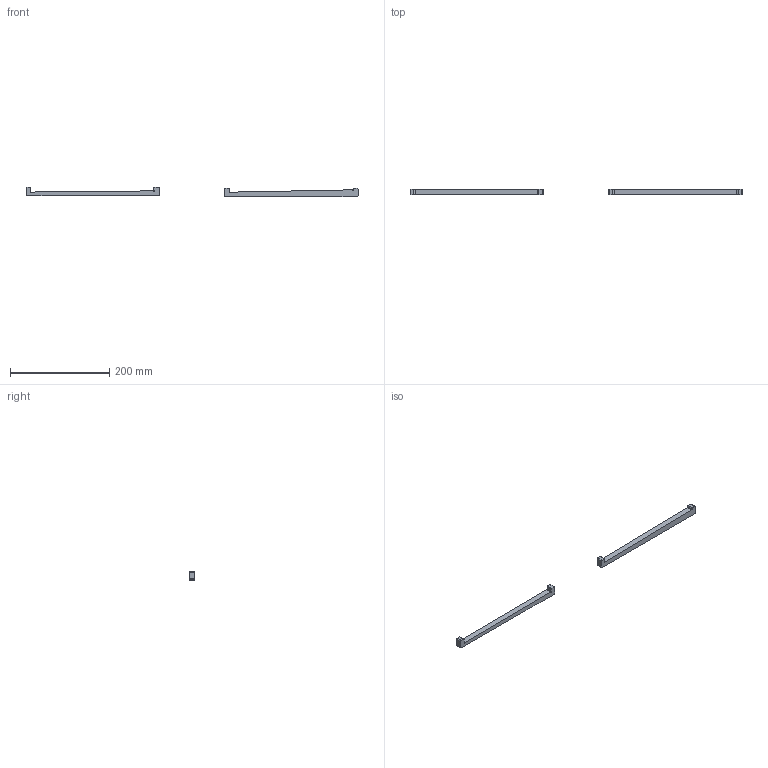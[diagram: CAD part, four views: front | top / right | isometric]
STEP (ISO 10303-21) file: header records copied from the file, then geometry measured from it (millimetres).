
FILE_DESCRIPTION(/* description */ (''),/* implementation_level */ '2;1');
FILE_NAME(/* name */ 'taper_bar_AB',/* time_stamp */ '2025-12-18T19:05:43+03:00',/* author */ (''),/* organization */ (''),/* preprocessor_version */ 'ST-DEVELOPER v16.5',/* originating_system */ 'Rhino 7.23',/* authorisation */ '');
FILE_SCHEMA (('CONFIG_CONTROL_DESIGN'));
Length unit declared in the file: millimetre
Products named in the file (1): Document
Bounding box: 669.19 x 12 x 20.12 mm (x, y, z)
Volume: 71563.4 mm3; surface area: 25992.3 mm2
Topology: 2 solids, 2 shells, 50 faces, 138 edges, 92 vertices
Faces by surface type: plane 22, bspline 22, cylinder 6
Entity records: 1854 total; most frequent: CARTESIAN_POINT 882, ORIENTED_EDGE 276, EDGE_CURVE 138, B_SPLINE_CURVE_WITH_KNOTS 116, VERTEX_POINT 92, ADVANCED_FACE 50, FACE_OUTER_BOUND 50, EDGE_LOOP 50
